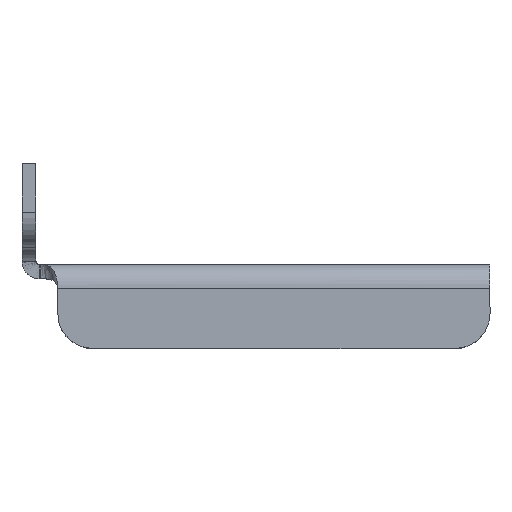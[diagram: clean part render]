
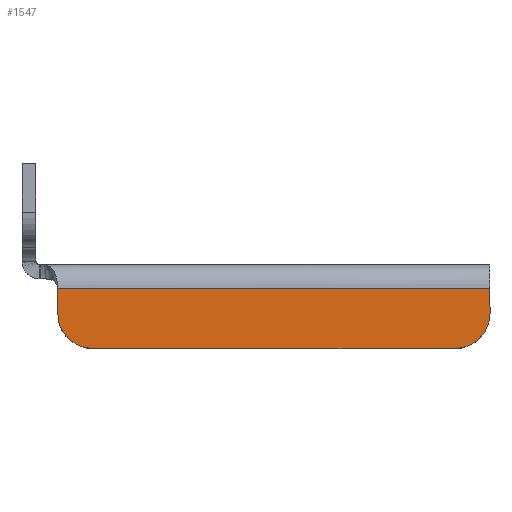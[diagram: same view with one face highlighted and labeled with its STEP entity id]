
A CAD part, top view. The second image highlights one B-rep face of the part: STEP entity #1547.
In plain terms, the highlighted planar face has unit normal (0, 0, 1).
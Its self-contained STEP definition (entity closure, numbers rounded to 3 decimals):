
#3 = VERTEX_POINT ( 'NONE', #718 ) ;
#21 = EDGE_CURVE ( 'NONE', #1076, #545, #2607, .T. ) ;
#46 = CARTESIAN_POINT ( 'NONE',  ( -62.003, -3.35, 9. ) ) ;
#87 = VECTOR ( 'NONE', #724, 1000. ) ;
#92 = DIRECTION ( 'NONE',  ( 0., -1., 0. ) ) ;
#101 = CARTESIAN_POINT ( 'NONE',  ( -65.5, -3.496, 9. ) ) ;
#119 = CARTESIAN_POINT ( 'NONE',  ( -5., -6.996, 9. ) ) ;
#152 = ORIENTED_EDGE ( 'NONE', *, *, #1474, .T. ) ;
#163 = EDGE_CURVE ( 'NONE', #1651, #430, #164, .T. ) ;
#164 = LINE ( 'NONE', #771, #867 ) ;
#201 = AXIS2_PLACEMENT_3D ( 'NONE', #119, #555, #753 ) ;
#319 = AXIS2_PLACEMENT_3D ( 'NONE', #1909, #425, #2139 ) ;
#386 = CIRCLE ( 'NONE', #319, 5. ) ;
#425 = DIRECTION ( 'NONE',  ( 0., 0., 1. ) ) ;
#430 = VERTEX_POINT ( 'NONE', #2383 ) ;
#545 = VERTEX_POINT ( 'NONE', #1974 ) ;
#547 = PLANE ( 'NONE',  #201 ) ;
#555 = DIRECTION ( 'NONE',  ( 0., 0., 1. ) ) ;
#643 = LINE ( 'NONE', #2752, #1624 ) ;
#718 = CARTESIAN_POINT ( 'NONE',  ( -62., -6.996, 9. ) ) ;
#719 = LINE ( 'NONE', #775, #2402 ) ;
#724 = DIRECTION ( 'NONE',  ( 0., -1., 0. ) ) ;
#740 = DIRECTION ( 'NONE',  ( 0., -1., 0. ) ) ;
#753 = DIRECTION ( 'NONE',  ( 0., -1., 0. ) ) ;
#771 = CARTESIAN_POINT ( 'NONE',  ( 0., 5.504, 9. ) ) ;
#775 = CARTESIAN_POINT ( 'NONE',  ( -5., -3.35, 9. ) ) ;
#814 = EDGE_CURVE ( 'NONE', #1076, #430, #719, .T. ) ;
#849 = AXIS2_PLACEMENT_3D ( 'NONE', #1551, #1976, #92 ) ;
#857 = ORIENTED_EDGE ( 'NONE', *, *, #21, .T. ) ;
#867 = VECTOR ( 'NONE', #2048, 1000. ) ;
#870 = EDGE_CURVE ( 'NONE', #2463, #944, #643, .T. ) ;
#944 = VERTEX_POINT ( 'NONE', #2589 ) ;
#1016 = EDGE_CURVE ( 'NONE', #3, #2463, #386, .T. ) ;
#1076 = VERTEX_POINT ( 'NONE', #46 ) ;
#1116 = ORIENTED_EDGE ( 'NONE', *, *, #870, .T. ) ;
#1211 = ORIENTED_EDGE ( 'NONE', *, *, #1929, .T. ) ;
#1441 = DIRECTION ( 'NONE',  ( 1., 0., 0. ) ) ;
#1474 = EDGE_CURVE ( 'NONE', #944, #1651, #1911, .T. ) ;
#1516 = LINE ( 'NONE', #2214, #87 ) ;
#1547 = ADVANCED_FACE ( 'NONE', ( #2353 ), #547, .T. ) ;
#1550 = ORIENTED_EDGE ( 'NONE', *, *, #1016, .T. ) ;
#1551 = CARTESIAN_POINT ( 'NONE',  ( -5., -6.996, 9. ) ) ;
#1592 = DIRECTION ( 'NONE',  ( 0., 0., -1. ) ) ;
#1624 = VECTOR ( 'NONE', #1441, 1000. ) ;
#1651 = VERTEX_POINT ( 'NONE', #2074 ) ;
#1717 = AXIS2_PLACEMENT_3D ( 'NONE', #101, #1592, #740 ) ;
#1786 = EDGE_LOOP ( 'NONE', ( #1968, #857, #1211, #1550, #1116, #152, #1848 ) ) ;
#1848 = ORIENTED_EDGE ( 'NONE', *, *, #163, .T. ) ;
#1901 = DIRECTION ( 'NONE',  ( 1., 0., 0. ) ) ;
#1909 = CARTESIAN_POINT ( 'NONE',  ( -57., -6.996, 9. ) ) ;
#1911 = CIRCLE ( 'NONE', #849, 5. ) ;
#1929 = EDGE_CURVE ( 'NONE', #545, #3, #1516, .T. ) ;
#1968 = ORIENTED_EDGE ( 'NONE', *, *, #814, .F. ) ;
#1974 = CARTESIAN_POINT ( 'NONE',  ( -62., -3.496, 9. ) ) ;
#1976 = DIRECTION ( 'NONE',  ( 0., 0., 1. ) ) ;
#2048 = DIRECTION ( 'NONE',  ( 0., 1., 0. ) ) ;
#2074 = CARTESIAN_POINT ( 'NONE',  ( 0., -6.996, 9. ) ) ;
#2139 = DIRECTION ( 'NONE',  ( 0., -1., 0. ) ) ;
#2214 = CARTESIAN_POINT ( 'NONE',  ( -62., -6.996, 9. ) ) ;
#2224 = CARTESIAN_POINT ( 'NONE',  ( -57., -11.996, 9. ) ) ;
#2353 = FACE_OUTER_BOUND ( 'NONE', #1786, .T. ) ;
#2383 = CARTESIAN_POINT ( 'NONE',  ( 0., -3.35, 9. ) ) ;
#2402 = VECTOR ( 'NONE', #1901, 1000. ) ;
#2463 = VERTEX_POINT ( 'NONE', #2224 ) ;
#2589 = CARTESIAN_POINT ( 'NONE',  ( -5., -11.996, 9. ) ) ;
#2607 = CIRCLE ( 'NONE', #1717, 3.5 ) ;
#2752 = CARTESIAN_POINT ( 'NONE',  ( -5., -11.996, 9. ) ) ;
